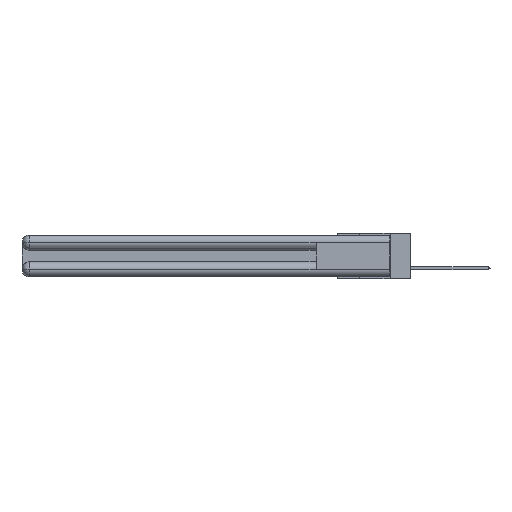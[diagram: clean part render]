
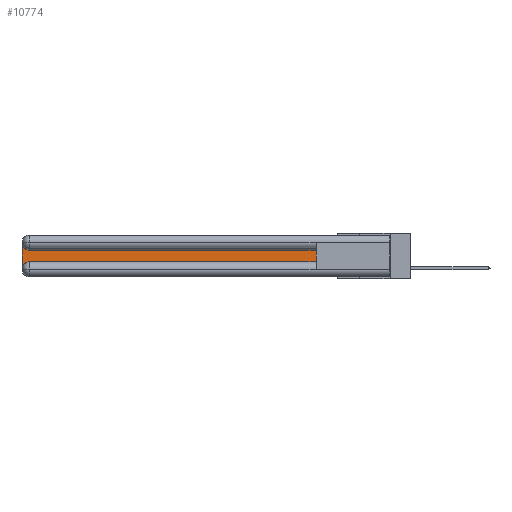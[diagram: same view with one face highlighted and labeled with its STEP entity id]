
A CAD part, left-side view. The second image highlights one B-rep face of the part: STEP entity #10774.
In plain terms, the highlighted planar face has unit normal (-1, 0, 0).
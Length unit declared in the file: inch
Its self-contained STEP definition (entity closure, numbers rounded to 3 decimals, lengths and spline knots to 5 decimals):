
#775 = DIRECTION ( 'NONE',  ( 0., 0., 1. ) ) ;
#911 = EDGE_CURVE ( 'NONE', #29120, #16751, #5309, .T. ) ;
#1371 = EDGE_CURVE ( 'NONE', #19272, #5235, #3187, .T. ) ;
#1781 = CARTESIAN_POINT ( 'NONE',  ( 0.075, 0.6, -0.2175 ) ) ;
#1899 = DIRECTION ( 'NONE',  ( 0., -1., 0. ) ) ;
#2224 = ORIENTED_EDGE ( 'NONE', *, *, #911, .T. ) ;
#2896 = CIRCLE ( 'NONE', #11288, 0.06 ) ;
#3187 = LINE ( 'NONE', #6345, #14348 ) ;
#3230 = VECTOR ( 'NONE', #775, 39.37008 ) ;
#3694 = DIRECTION ( 'NONE',  ( 1., 0., 0. ) ) ;
#4166 = VECTOR ( 'NONE', #1899, 39.37008 ) ;
#4507 = ORIENTED_EDGE ( 'NONE', *, *, #32393, .T. ) ;
#5235 = VERTEX_POINT ( 'NONE', #10439 ) ;
#5309 = LINE ( 'NONE', #30255, #16428 ) ;
#5662 = EDGE_CURVE ( 'NONE', #12679, #16215, #30870, .T. ) ;
#5738 = CARTESIAN_POINT ( 'NONE',  ( 0.075, 2.94, -0.0625 ) ) ;
#6345 = CARTESIAN_POINT ( 'NONE',  ( 0.075, 3., -0.2175 ) ) ;
#6857 = DIRECTION ( 'NONE',  ( 0., 1., 0. ) ) ;
#8231 = FACE_OUTER_BOUND ( 'NONE', #31319, .T. ) ;
#9804 = ORIENTED_EDGE ( 'NONE', *, *, #17382, .T. ) ;
#10439 = CARTESIAN_POINT ( 'NONE',  ( 0.075, 3., -0.2775 ) ) ;
#10454 = ORIENTED_EDGE ( 'NONE', *, *, #1371, .T. ) ;
#10774 = ADVANCED_FACE ( 'NONE', ( #8231 ), #14176, .F. ) ;
#11169 = CARTESIAN_POINT ( 'NONE',  ( 0.075, 0.6, -0.2175 ) ) ;
#11288 = AXIS2_PLACEMENT_3D ( 'NONE', #5738, #32337, #31358 ) ;
#11652 = DIRECTION ( 'NONE',  ( 0., 0., -1. ) ) ;
#11958 = DIRECTION ( 'NONE',  ( 1., 0., 0. ) ) ;
#12190 = DIRECTION ( 'NONE',  ( 0., 0., -1. ) ) ;
#12251 = AXIS2_PLACEMENT_3D ( 'NONE', #27151, #3694, #32467 ) ;
#12679 = VERTEX_POINT ( 'NONE', #33074 ) ;
#14176 = PLANE ( 'NONE',  #12251 ) ;
#14348 = VECTOR ( 'NONE', #11652, 39.37008 ) ;
#14785 = ORIENTED_EDGE ( 'NONE', *, *, #29383, .T. ) ;
#15231 = CARTESIAN_POINT ( 'NONE',  ( 0.075, 3., -0.0625 ) ) ;
#16215 = VERTEX_POINT ( 'NONE', #11169 ) ;
#16307 = CARTESIAN_POINT ( 'NONE',  ( 0.075, 0.6, -0.2175 ) ) ;
#16428 = VECTOR ( 'NONE', #6857, 39.37008 ) ;
#16751 = VERTEX_POINT ( 'NONE', #29782 ) ;
#17382 = EDGE_CURVE ( 'NONE', #16751, #19272, #2896, .T. ) ;
#17453 = ORIENTED_EDGE ( 'NONE', *, *, #5662, .T. ) ;
#19272 = VERTEX_POINT ( 'NONE', #15231 ) ;
#21407 = CIRCLE ( 'NONE', #23899, 0.06 ) ;
#23247 = CARTESIAN_POINT ( 'NONE',  ( 0.075, 0.6, -0.1225 ) ) ;
#23899 = AXIS2_PLACEMENT_3D ( 'NONE', #27678, #11958, #12190 ) ;
#27151 = CARTESIAN_POINT ( 'NONE',  ( 0.075, 3., -0.1225 ) ) ;
#27678 = CARTESIAN_POINT ( 'NONE',  ( 0.075, 2.94, -0.2775 ) ) ;
#29120 = VERTEX_POINT ( 'NONE', #23247 ) ;
#29383 = EDGE_CURVE ( 'NONE', #16215, #29120, #31163, .T. ) ;
#29782 = CARTESIAN_POINT ( 'NONE',  ( 0.075, 2.94, -0.1225 ) ) ;
#30255 = CARTESIAN_POINT ( 'NONE',  ( 0.075, 0.6, -0.1225 ) ) ;
#30870 = LINE ( 'NONE', #1781, #4166 ) ;
#31163 = LINE ( 'NONE', #16307, #3230 ) ;
#31319 = EDGE_LOOP ( 'NONE', ( #2224, #9804, #10454, #4507, #17453, #14785 ) ) ;
#31358 = DIRECTION ( 'NONE',  ( 0., 0., -1. ) ) ;
#32337 = DIRECTION ( 'NONE',  ( 1., 0., 0. ) ) ;
#32393 = EDGE_CURVE ( 'NONE', #5235, #12679, #21407, .T. ) ;
#32467 = DIRECTION ( 'NONE',  ( 0., 0., -1. ) ) ;
#33074 = CARTESIAN_POINT ( 'NONE',  ( 0.075, 2.94, -0.2175 ) ) ;
